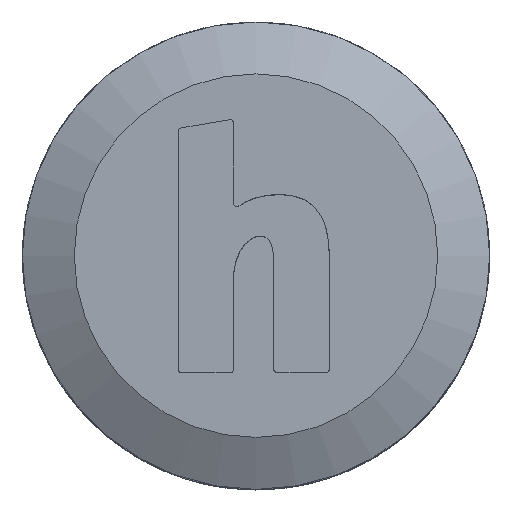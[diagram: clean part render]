
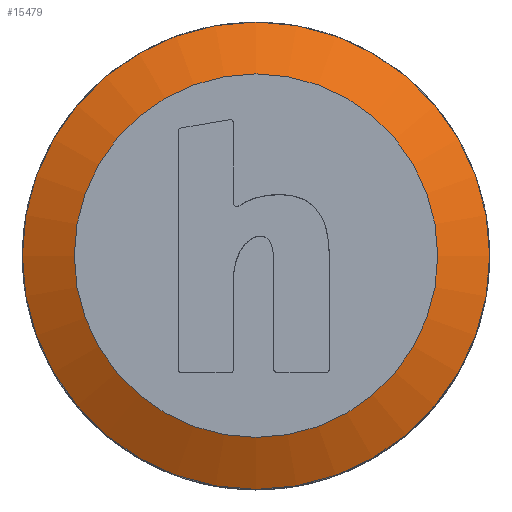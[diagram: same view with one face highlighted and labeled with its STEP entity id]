
A CAD part, top view. The second image highlights one B-rep face of the part: STEP entity #15479.
In plain terms, the highlighted conical face has half-angle 63.435 degrees and reference radius 8 mm.
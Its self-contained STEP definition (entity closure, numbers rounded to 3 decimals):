
#32=CONICAL_SURFACE('',#16774,8.,1.107);
#3517=FACE_OUTER_BOUND('',#4775,.T.);
#4775=EDGE_LOOP('',(#10242,#10243,#10244,#10245));
#6032=LINE('',#18905,#6110);
#6110=VECTOR('',#17240,8.);
#6170=CIRCLE('',#16775,7.);
#6171=CIRCLE('',#16776,9.);
#6308=VERTEX_POINT('',#18902);
#6309=VERTEX_POINT('',#18904);
#7640=EDGE_CURVE('',#6308,#6308,#6170,.T.);
#7641=EDGE_CURVE('',#6308,#6309,#6032,.T.);
#7642=EDGE_CURVE('',#6309,#6309,#6171,.T.);
#10242=ORIENTED_EDGE('',*,*,#7640,.T.);
#10243=ORIENTED_EDGE('',*,*,#7641,.T.);
#10244=ORIENTED_EDGE('',*,*,#7642,.T.);
#10245=ORIENTED_EDGE('',*,*,#7641,.F.);
#15479=ADVANCED_FACE('',(#3517),#32,.T.);
#16774=AXIS2_PLACEMENT_3D('',#18901,#17236,#17237);
#16775=AXIS2_PLACEMENT_3D('',#18903,#17238,#17239);
#16776=AXIS2_PLACEMENT_3D('',#18906,#17241,#17242);
#17236=DIRECTION('center_axis',(0.,0.,-1.));
#17237=DIRECTION('ref_axis',(1.,0.,0.));
#17238=DIRECTION('center_axis',(0.,0.,-1.));
#17239=DIRECTION('ref_axis',(1.,0.,0.));
#17240=DIRECTION('',(-0.894,0.,-0.447));
#17241=DIRECTION('center_axis',(0.,0.,1.));
#17242=DIRECTION('ref_axis',(1.,0.,0.));
#18901=CARTESIAN_POINT('Origin',(0.,0.,
16.5));
#18902=CARTESIAN_POINT('',(-7.,0.,17.));
#18903=CARTESIAN_POINT('Origin',(0.,0.,
17.));
#18904=CARTESIAN_POINT('',(-9.,0.,16.));
#18905=CARTESIAN_POINT('',(-8.,0.,16.5));
#18906=CARTESIAN_POINT('Origin',(0.,0.,
16.));
